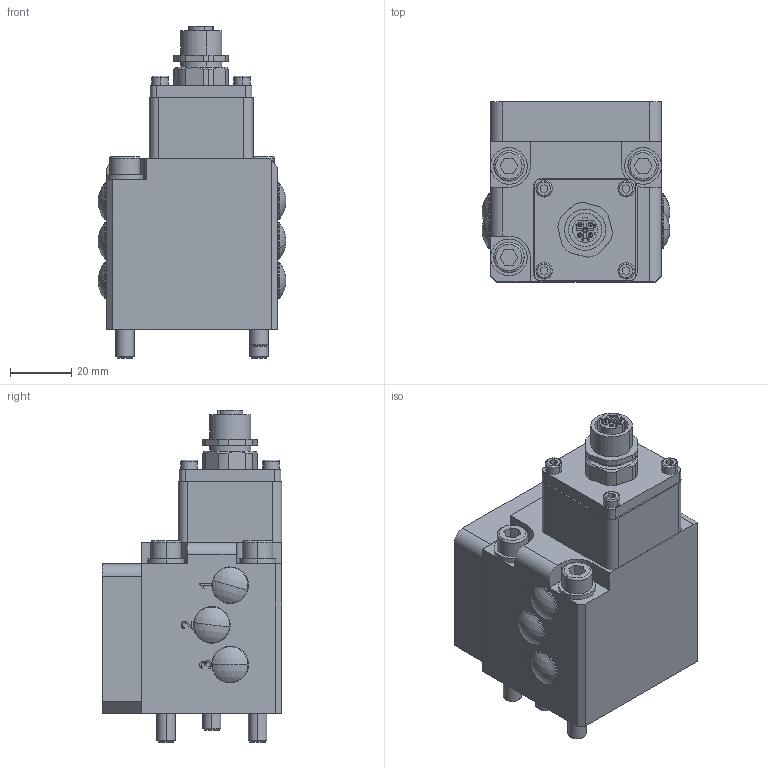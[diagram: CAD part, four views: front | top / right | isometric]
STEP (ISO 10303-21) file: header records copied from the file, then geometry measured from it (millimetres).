
FILE_DESCRIPTION (( 'STEP AP203' ), '1' );
FILE_NAME ('P6771.STEP', '2020-01-22T07:26:16', ( 'RSPlokal' ), ( 'Microsoft' ), 'SwSTEP 2.0', 'SolidWorks 2017', '' );
FILE_SCHEMA (( 'CONFIG_CONTROL_DESIGN' ));
Length unit declared in the file: millimetre
Products named in the file (1): P6771
Bounding box: 61.6 x 59 x 108.85 mm (x, y, z)
Volume: 198324.9 mm3; surface area: 57238.5 mm2
Topology: 50 solids, 50 shells, 884 faces, 2121 edges, 1368 vertices
Faces by surface type: cylinder 330, plane 319, bspline 75, cone 66, sphere 48, torus 46
Entity records: 28922 total; most frequent: CARTESIAN_POINT 8516, DIRECTION 4339, ORIENTED_EDGE 4014, EDGE_CURVE 2007, AXIS2_PLACEMENT_3D 1669, VERTEX_POINT 1314, EDGE_LOOP 1057, LINE 1001
